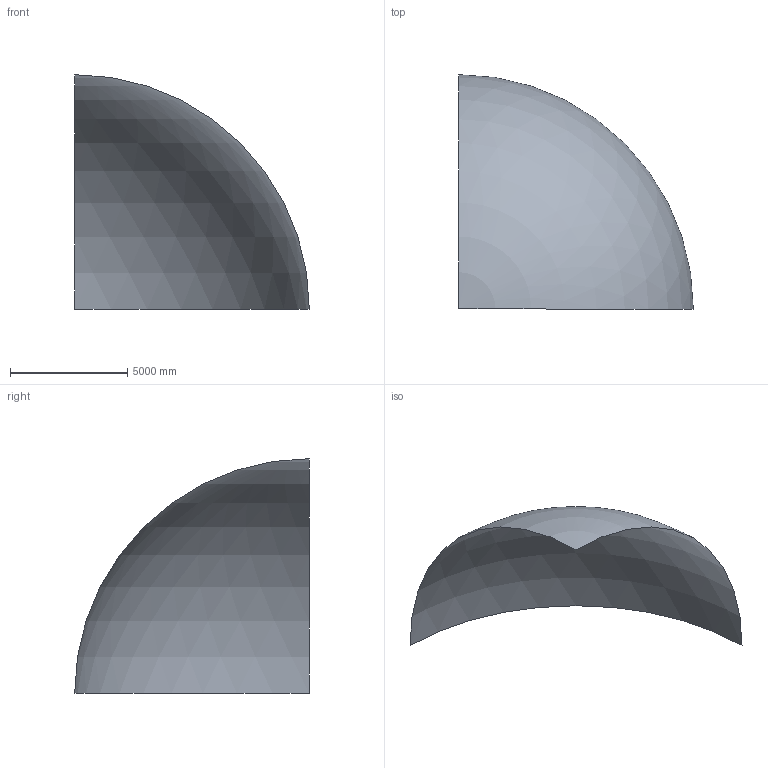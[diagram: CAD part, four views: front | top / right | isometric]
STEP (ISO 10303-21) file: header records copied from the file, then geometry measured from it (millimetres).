
FILE_DESCRIPTION(/* description */ ('STEP FEA test data','AP209 classes 4 and 10 with Manifold Surfaces'),/* implementation_level */ '2;10');
FILE_NAME(/* name */ 'LE3c',/* time_stamp */ '1999-12-04T19:00:00+00:00',/* author */ ('Ray Goult'),/* organization */ ('NAFEMS','CAESAR Systems','LMR Systems'),/* preprocessor_version */ 'hand coded',/* originating_system */ 'NAFEMS benchmark',/* authorisation */ 'David Leal');
FILE_SCHEMA(('STRUCTURAL_ANALYSIS_DESIGN'));
Length unit declared in the file: metre
Products named in the file (1): LE3
Bounding box: 10000 x 10000 x 10000 mm (x, y, z)
Surface area: 157079632.7 mm2 (no closed solid volume)
Topology: 0 solids, 1 shells, 1 faces, 4 edges, 3 vertices
Faces by surface type: sphere 1
Entity records: 235 total; most frequent: CARTESIAN_POINT 50, NODE 49, SURFACE_3D_ELEMENT_REPRESENTATION 12, FEA_PARAMETRIC_POINT 8, SURFACE_ELEMENT_LOCATION 8, FREEDOM_AND_COEFFICIENT 6, PERSON_AND_ORGANIZATION_ROLE 4, APPLIED_PERSON_AND_ORGANIZATION_ASSIGNMENT 4
